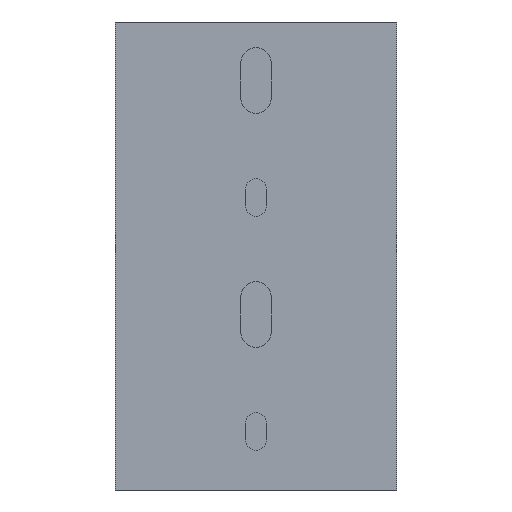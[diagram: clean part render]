
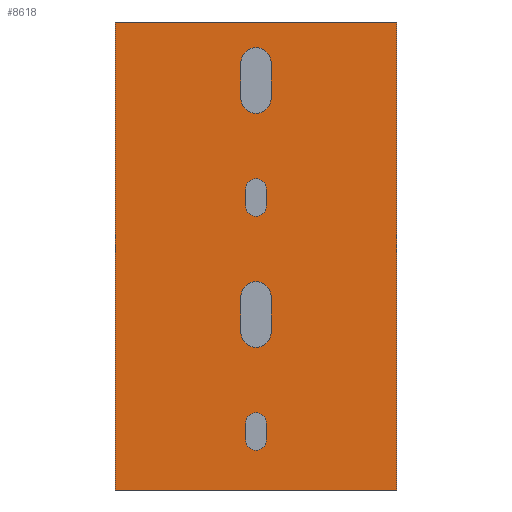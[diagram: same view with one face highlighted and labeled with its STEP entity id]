
A CAD part, front view. The second image highlights one B-rep face of the part: STEP entity #8618.
In plain terms, the highlighted planar face has unit normal (0, -1, 0).
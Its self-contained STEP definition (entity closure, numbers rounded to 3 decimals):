
#260=DIRECTION('',(-1.,0.,0.));
#261=VECTOR('',#260,60.1);
#262=CARTESIAN_POINT('',(30.05,-1.75,0.));
#263=LINE('',#262,#261);
#288=DIRECTION('',(0.,0.,-1.));
#289=VECTOR('',#288,100.);
#290=CARTESIAN_POINT('',(30.05,-1.75,0.));
#291=LINE('',#290,#289);
#295=DIRECTION('',(0.,0.,1.));
#296=VECTOR('',#295,3.5);
#297=CARTESIAN_POINT('',(2.25,-1.75,-89.25));
#298=LINE('',#297,#296);
#302=DIRECTION('',(0.,0.,1.));
#303=VECTOR('',#302,3.5);
#304=CARTESIAN_POINT('',(-2.25,-1.75,-89.25));
#305=LINE('',#304,#303);
#309=DIRECTION('',(0.,0.,1.));
#310=VECTOR('',#309,7.5);
#311=CARTESIAN_POINT('',(3.25,-1.75,-16.25));
#312=LINE('',#311,#310);
#316=DIRECTION('',(0.,0.,1.));
#317=VECTOR('',#316,7.5);
#318=CARTESIAN_POINT('',(-3.25,-1.75,-16.25));
#319=LINE('',#318,#317);
#323=DIRECTION('',(0.,0.,1.));
#324=VECTOR('',#323,3.5);
#325=CARTESIAN_POINT('',(2.25,-1.75,-39.25));
#326=LINE('',#325,#324);
#330=DIRECTION('',(0.,0.,1.));
#331=VECTOR('',#330,3.5);
#332=CARTESIAN_POINT('',(-2.25,-1.75,-39.25));
#333=LINE('',#332,#331);
#337=DIRECTION('',(0.,0.,1.));
#338=VECTOR('',#337,7.5);
#339=CARTESIAN_POINT('',(3.25,-1.75,-66.25));
#340=LINE('',#339,#338);
#344=DIRECTION('',(0.,0.,1.));
#345=VECTOR('',#344,7.5);
#346=CARTESIAN_POINT('',(-3.25,-1.75,-66.25));
#347=LINE('',#346,#345);
#3876=DIRECTION('',(0.,0.,-1.));
#3877=VECTOR('',#3876,100.);
#3878=CARTESIAN_POINT('',(-30.05,-1.75,0.));
#3879=LINE('',#3878,#3877);
#6876=DIRECTION('',(1.,0.,0.));
#6877=VECTOR('',#6876,60.1);
#6878=CARTESIAN_POINT('',(-30.05,-1.75,-100.));
#6879=LINE('',#6878,#6877);
#7003=CARTESIAN_POINT('',(0.,-1.75,-85.75));
#7004=DIRECTION('',(0.,1.,0.));
#7005=DIRECTION('',(-1.,0.,0.));
#7006=AXIS2_PLACEMENT_3D('',#7003,#7004,#7005);
#7025=CARTESIAN_POINT('',(0.,-1.75,-89.25));
#7026=DIRECTION('',(0.,1.,0.));
#7027=DIRECTION('',(1.,0.,0.));
#7028=AXIS2_PLACEMENT_3D('',#7025,#7026,#7027);
#7063=CARTESIAN_POINT('',(0.,-1.75,-58.75));
#7064=DIRECTION('',(0.,1.,0.));
#7065=DIRECTION('',(-1.,0.,0.));
#7066=AXIS2_PLACEMENT_3D('',#7063,#7064,#7065);
#7085=CARTESIAN_POINT('',(0.,-1.75,-66.25));
#7086=DIRECTION('',(0.,1.,0.));
#7087=DIRECTION('',(1.,0.,0.));
#7088=AXIS2_PLACEMENT_3D('',#7085,#7086,#7087);
#7123=CARTESIAN_POINT('',(0.,-1.75,-35.75));
#7124=DIRECTION('',(0.,1.,0.));
#7125=DIRECTION('',(-1.,0.,0.));
#7126=AXIS2_PLACEMENT_3D('',#7123,#7124,#7125);
#7145=CARTESIAN_POINT('',(0.,-1.75,-39.25));
#7146=DIRECTION('',(0.,1.,0.));
#7147=DIRECTION('',(1.,0.,0.));
#7148=AXIS2_PLACEMENT_3D('',#7145,#7146,#7147);
#7183=CARTESIAN_POINT('',(0.,-1.75,-8.75));
#7184=DIRECTION('',(0.,1.,0.));
#7185=DIRECTION('',(-1.,0.,0.));
#7186=AXIS2_PLACEMENT_3D('',#7183,#7184,#7185);
#7205=CARTESIAN_POINT('',(0.,-1.75,-16.25));
#7206=DIRECTION('',(0.,1.,0.));
#7207=DIRECTION('',(1.,0.,0.));
#7208=AXIS2_PLACEMENT_3D('',#7205,#7206,#7207);
#7228=CARTESIAN_POINT('',(-3.25,-1.75,-8.75));
#7229=CARTESIAN_POINT('',(3.25,-1.75,-8.75));
#7230=VERTEX_POINT('',#7228);
#7231=VERTEX_POINT('',#7229);
#7240=CARTESIAN_POINT('',(3.25,-1.75,-16.25));
#7241=CARTESIAN_POINT('',(-3.25,-1.75,-16.25));
#7242=VERTEX_POINT('',#7240);
#7243=VERTEX_POINT('',#7241);
#7244=CARTESIAN_POINT('',(-2.25,-1.75,-35.75));
#7245=CARTESIAN_POINT('',(2.25,-1.75,-35.75));
#7246=VERTEX_POINT('',#7244);
#7247=VERTEX_POINT('',#7245);
#7256=CARTESIAN_POINT('',(2.25,-1.75,-39.25));
#7257=CARTESIAN_POINT('',(-2.25,-1.75,-39.25));
#7258=VERTEX_POINT('',#7256);
#7259=VERTEX_POINT('',#7257);
#7260=CARTESIAN_POINT('',(-3.25,-1.75,-66.25));
#7261=CARTESIAN_POINT('',(-3.25,-1.75,-58.75));
#7262=VERTEX_POINT('',#7260);
#7263=VERTEX_POINT('',#7261);
#7264=CARTESIAN_POINT('',(-2.25,-1.75,-89.25));
#7265=CARTESIAN_POINT('',(-2.25,-1.75,-85.75));
#7266=VERTEX_POINT('',#7264);
#7267=VERTEX_POINT('',#7265);
#7276=CARTESIAN_POINT('',(3.25,-1.75,-66.25));
#7277=CARTESIAN_POINT('',(3.25,-1.75,-58.75));
#7278=VERTEX_POINT('',#7276);
#7279=VERTEX_POINT('',#7277);
#7280=CARTESIAN_POINT('',(2.25,-1.75,-89.25));
#7281=CARTESIAN_POINT('',(2.25,-1.75,-85.75));
#7282=VERTEX_POINT('',#7280);
#7283=VERTEX_POINT('',#7281);
#7372=CARTESIAN_POINT('',(-30.05,-1.75,0.));
#7373=CARTESIAN_POINT('',(-30.05,-1.75,-100.));
#7374=VERTEX_POINT('',#7372);
#7375=VERTEX_POINT('',#7373);
#7376=CARTESIAN_POINT('',(30.05,-1.75,0.));
#7377=CARTESIAN_POINT('',(30.05,-1.75,-100.));
#7378=VERTEX_POINT('',#7376);
#7379=VERTEX_POINT('',#7377);
#8564=CARTESIAN_POINT('',(-30.05,-1.75,0.));
#8565=DIRECTION('',(0.,-1.,0.));
#8566=DIRECTION('',(1.,0.,0.));
#8567=AXIS2_PLACEMENT_3D('',#8564,#8565,#8566);
#8568=PLANE('',#8567);
#8569=ORIENTED_EDGE('',*,*,#8545,.F.);
#8571=ORIENTED_EDGE('',*,*,#8570,.T.);
#8573=ORIENTED_EDGE('',*,*,#8572,.F.);
#8575=ORIENTED_EDGE('',*,*,#8574,.F.);
#8576=EDGE_LOOP('',(#8569,#8571,#8573,#8575));
#8577=FACE_OUTER_BOUND('',#8576,.F.);
#8579=ORIENTED_EDGE('',*,*,#8578,.F.);
#8581=ORIENTED_EDGE('',*,*,#8580,.T.);
#8583=ORIENTED_EDGE('',*,*,#8582,.F.);
#8585=ORIENTED_EDGE('',*,*,#8584,.F.);
#8586=EDGE_LOOP('',(#8579,#8581,#8583,#8585));
#8587=FACE_BOUND('',#8586,.F.);
#8589=ORIENTED_EDGE('',*,*,#8588,.F.);
#8591=ORIENTED_EDGE('',*,*,#8590,.T.);
#8593=ORIENTED_EDGE('',*,*,#8592,.F.);
#8595=ORIENTED_EDGE('',*,*,#8594,.F.);
#8596=EDGE_LOOP('',(#8589,#8591,#8593,#8595));
#8597=FACE_BOUND('',#8596,.F.);
#8599=ORIENTED_EDGE('',*,*,#8598,.F.);
#8601=ORIENTED_EDGE('',*,*,#8600,.T.);
#8603=ORIENTED_EDGE('',*,*,#8602,.F.);
#8605=ORIENTED_EDGE('',*,*,#8604,.F.);
#8606=EDGE_LOOP('',(#8599,#8601,#8603,#8605));
#8607=FACE_BOUND('',#8606,.F.);
#8609=ORIENTED_EDGE('',*,*,#8608,.F.);
#8611=ORIENTED_EDGE('',*,*,#8610,.T.);
#8613=ORIENTED_EDGE('',*,*,#8612,.F.);
#8615=ORIENTED_EDGE('',*,*,#8614,.F.);
#8616=EDGE_LOOP('',(#8609,#8611,#8613,#8615));
#8617=FACE_BOUND('',#8616,.F.);
#7007=CIRCLE('',#7006,2.25);
#7029=CIRCLE('',#7028,2.25);
#7067=CIRCLE('',#7066,3.25);
#7089=CIRCLE('',#7088,3.25);
#7127=CIRCLE('',#7126,2.25);
#7149=CIRCLE('',#7148,2.25);
#7187=CIRCLE('',#7186,3.25);
#7209=CIRCLE('',#7208,3.25);
#8545=EDGE_CURVE('',#7378,#7374,#263,.T.);
#8570=EDGE_CURVE('',#7378,#7379,#291,.T.);
#8572=EDGE_CURVE('',#7375,#7379,#6879,.T.);
#8574=EDGE_CURVE('',#7374,#7375,#3879,.T.);
#8578=EDGE_CURVE('',#7282,#7266,#7029,.T.);
#8580=EDGE_CURVE('',#7282,#7283,#298,.T.);
#8582=EDGE_CURVE('',#7267,#7283,#7007,.T.);
#8584=EDGE_CURVE('',#7266,#7267,#305,.T.);
#8588=EDGE_CURVE('',#7242,#7243,#7209,.T.);
#8590=EDGE_CURVE('',#7242,#7231,#312,.T.);
#8592=EDGE_CURVE('',#7230,#7231,#7187,.T.);
#8594=EDGE_CURVE('',#7243,#7230,#319,.T.);
#8598=EDGE_CURVE('',#7258,#7259,#7149,.T.);
#8600=EDGE_CURVE('',#7258,#7247,#326,.T.);
#8602=EDGE_CURVE('',#7246,#7247,#7127,.T.);
#8604=EDGE_CURVE('',#7259,#7246,#333,.T.);
#8608=EDGE_CURVE('',#7278,#7262,#7089,.T.);
#8610=EDGE_CURVE('',#7278,#7279,#340,.T.);
#8612=EDGE_CURVE('',#7263,#7279,#7067,.T.);
#8614=EDGE_CURVE('',#7262,#7263,#347,.T.);
#8618=ADVANCED_FACE('',(#8577,#8587,#8597,#8607,#8617),#8568,.T.);
